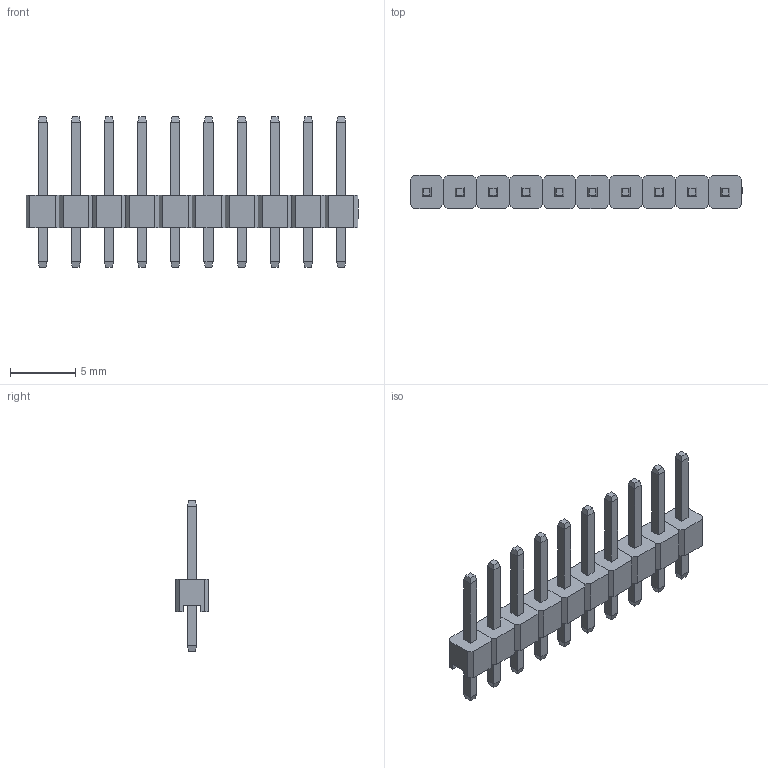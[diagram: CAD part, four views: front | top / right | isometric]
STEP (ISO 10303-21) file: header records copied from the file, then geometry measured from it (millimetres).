
FILE_DESCRIPTION (( 'STEP AP214' ), '1' );
FILE_NAME ('HDR2.54-M-LI-1X10P.step', '2022-07-02T13:29:55', ( '' ), ( '' ), 'SwSTEP 2.0', 'SolidWorks 2020', '' );
FILE_SCHEMA (( 'AUTOMOTIVE_DESIGN' ));
Length unit declared in the file: millimetre
Products named in the file (1): HDR2.54-M-LI-1X10P
Bounding box: 25.41 x 2.54 x 11.5 mm (x, y, z)
Volume: 184.4 mm3; surface area: 629.6 mm2
Topology: 10 solids, 10 shells, 1134 faces, 2935 edges, 1930 vertices
Faces by surface type: plane 896, bspline 238
Entity records: 53841 total; most frequent: CARTESIAN_POINT 15286, ORIENTED_EDGE 5870, DIRECTION 4249, EDGE_CURVE 2935, VECTOR 2455, LINE 2455, VERTEX_POINT 1930, EDGE_LOOP 1243
